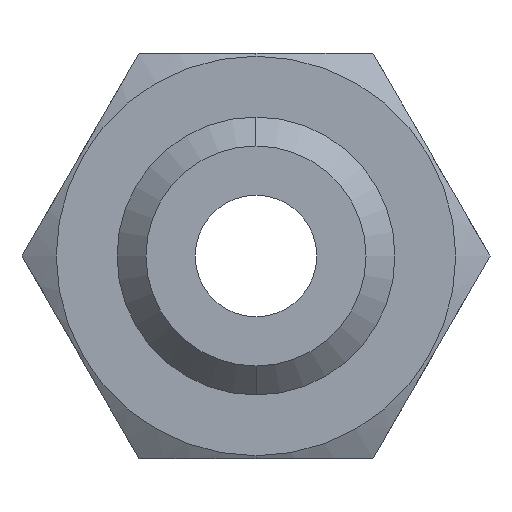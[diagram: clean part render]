
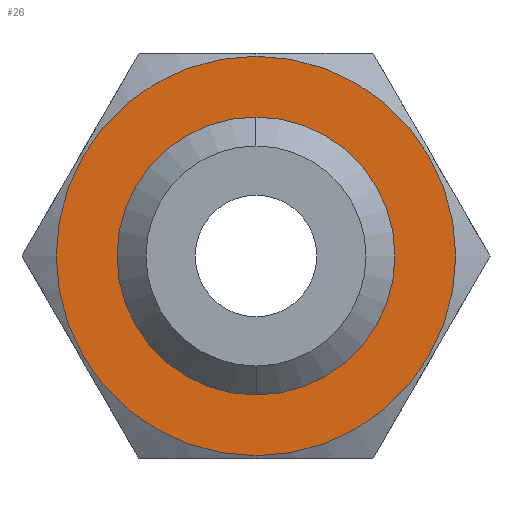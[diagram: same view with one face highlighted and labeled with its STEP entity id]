
A CAD part, front view. The second image highlights one B-rep face of the part: STEP entity #26.
In plain terms, the highlighted planar face has unit normal (0, -1, 0).
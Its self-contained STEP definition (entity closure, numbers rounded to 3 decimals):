
#6 = EDGE_CURVE ( 'NONE', #469, #455, #364, .T. ) ;
#10 = EDGE_CURVE ( 'NONE', #389, #390, #355, .T. ) ;
#26 = ADVANCED_FACE ( 'NONE', ( #331, #338 ), #138, .F. ) ;
#47 = EDGE_CURVE ( 'NONE', #390, #389, #552, .T. ) ;
#49 = EDGE_CURVE ( 'NONE', #455, #469, #555, .T. ) ;
#94 = CARTESIAN_POINT ( 'NONE',  ( 6.9, 6., 0. ) ) ;
#129 = DIRECTION ( 'NONE',  ( 0., 0., 1. ) ) ;
#138 = PLANE ( 'NONE',  #505 ) ;
#155 = DIRECTION ( 'NONE',  ( 0., 0., 1. ) ) ;
#158 = DIRECTION ( 'NONE',  ( 0., 1., 0. ) ) ;
#164 = CARTESIAN_POINT ( 'NONE',  ( 0., 6., 0. ) ) ;
#171 = DIRECTION ( 'NONE',  ( 0., 1., 0. ) ) ;
#222 = CARTESIAN_POINT ( 'NONE',  ( 0., 6., 4.8 ) ) ;
#227 = CARTESIAN_POINT ( 'NONE',  ( 0., 6., -4.8 ) ) ;
#247 = CARTESIAN_POINT ( 'NONE',  ( 0., 6., -6.9 ) ) ;
#248 = CARTESIAN_POINT ( 'NONE',  ( 0., 6., 6.9 ) ) ;
#331 = FACE_OUTER_BOUND ( 'NONE', #442, .T. ) ;
#338 = FACE_BOUND ( 'NONE', #464, .T. ) ;
#355 = CIRCLE ( 'NONE', #363, 6.9 ) ;
#363 = AXIS2_PLACEMENT_3D ( 'NONE', #164, #158, #129 ) ;
#364 = CIRCLE ( 'NONE', #365, 4.8 ) ;
#365 = AXIS2_PLACEMENT_3D ( 'NONE', #586, #584, #577 ) ;
#389 = VERTEX_POINT ( 'NONE', #248 ) ;
#390 = VERTEX_POINT ( 'NONE', #247 ) ;
#415 = ORIENTED_EDGE ( 'NONE', *, *, #49, .T. ) ;
#418 = ORIENTED_EDGE ( 'NONE', *, *, #10, .F. ) ;
#422 = ORIENTED_EDGE ( 'NONE', *, *, #47, .F. ) ;
#430 = ORIENTED_EDGE ( 'NONE', *, *, #6, .T. ) ;
#442 = EDGE_LOOP ( 'NONE', ( #418, #422 ) ) ;
#455 = VERTEX_POINT ( 'NONE', #227 ) ;
#464 = EDGE_LOOP ( 'NONE', ( #430, #415 ) ) ;
#469 = VERTEX_POINT ( 'NONE', #222 ) ;
#505 = AXIS2_PLACEMENT_3D ( 'NONE', #94, #171, #155 ) ;
#511 = AXIS2_PLACEMENT_3D ( 'NONE', #679, #716, #646 ) ;
#541 = AXIS2_PLACEMENT_3D ( 'NONE', #651, #666, #717 ) ;
#552 = CIRCLE ( 'NONE', #541, 6.9 ) ;
#555 = CIRCLE ( 'NONE', #511, 4.8 ) ;
#577 = DIRECTION ( 'NONE',  ( 0., 0., 1. ) ) ;
#584 = DIRECTION ( 'NONE',  ( 0., 1., 0. ) ) ;
#586 = CARTESIAN_POINT ( 'NONE',  ( 0., 6., 0. ) ) ;
#646 = DIRECTION ( 'NONE',  ( 0., 0., 1. ) ) ;
#651 = CARTESIAN_POINT ( 'NONE',  ( 0., 6., 0. ) ) ;
#666 = DIRECTION ( 'NONE',  ( 0., 1., 0. ) ) ;
#679 = CARTESIAN_POINT ( 'NONE',  ( 0., 6., 0. ) ) ;
#716 = DIRECTION ( 'NONE',  ( 0., 1., 0. ) ) ;
#717 = DIRECTION ( 'NONE',  ( 0., 0., 1. ) ) ;
